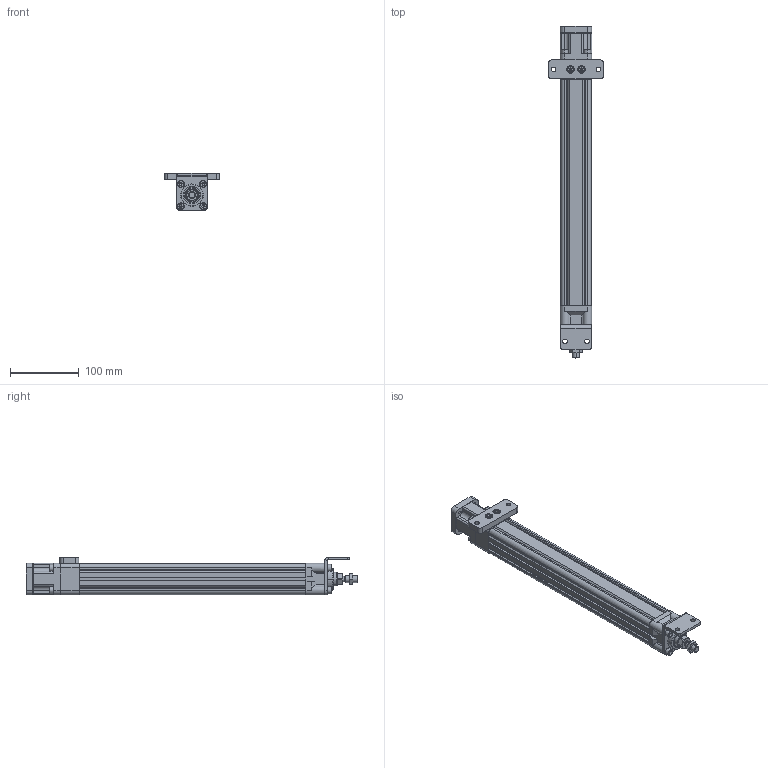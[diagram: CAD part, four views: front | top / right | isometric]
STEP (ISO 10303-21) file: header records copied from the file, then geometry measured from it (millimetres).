
FILE_DESCRIPTION (( 'STEP AP214' ), '1' );
FILE_NAME ('HBAC46-RB35D4T2H250A.STEP', '2024-01-31T09:36:22', ( '' ), ( '' ), 'SwSTEP 2.0', 'SolidWorks 2023', '' );
FILE_SCHEMA (( 'AUTOMOTIVE_DESIGN' ));
Length unit declared in the file: millimetre
Products named in the file (34): 322906-250; 32-250; 32__________-250; HBAC46-RB35D4T2H250A (insides); socket head cap screw_iso_ISO 4762 M4 x 20 - 20N_2; ZL-32-250; LYCA__________[LYCA-2030]5-5-250_LYCA-2030; socket head cap screw_iso_ISO 4762 M5 x 10 - 10N; AOE-32-1-4-250; 202420-250; M6-22________-250; HBAC46-RB35D4T2H250A (bracket); hex thin nuts-grades ab-chamfered gb_GB_FASTENER_NUT_STNAB M10-S; ____SFK00802-250; socket head cap screw_iso_ISO 4762 M3 x 10 - 10N_1; ____SFK0802-B-250; 32____-250; ZL-32-1-____-250; 2014-250; AOE32-01-01-250; AOE-32-1-2-250; socket head cap screw_iso_ISO 4762 M6 x 16 - 16N_3; socket head cap screw_iso_ISO 4762 M3 x 6 - 6N_3; socket head cap screw_iso_ISO 4762 M6 x 20 - 20S; 080725-250; 322105-250; 2014-F-250; socket head cap screw_iso_ISO 4762 M6 x 25 - 25S; HBAC46-RB35D4T2H250A; countersunk flat head cross recess screw_iso_ISO 7046-1 - M2.5 x 6 - Z - 6N_3; HBAC46-RB35D4T2H250A (actuator); socket head cap screw_iso_ISO 4762 M6 x 25 - 25N; AOE-32-1-3-250; CS1-S____________[HCS1-S]-250_HCS1-S
Assembly tree (59 placements, depth 4):
  HBAC46-RB35D4T2H250A
    HBAC46-RB35D4T2H250A (actuator)
      HBAC46-RB35D4T2H250A (insides)
        ____SFK0802-B-250
        ____SFK00802-250
      AOE32-01-01-250
      AOE-32-1-2-250
      202420-250
      AOE-32-1-3-250
      AOE-32-1-4-250
      hex thin nuts-grades ab-chamfered gb_GB_FASTENER_NUT_STNAB M10-S
      2014-250
      2014-F-250
      M6-22________-250  x8
      32____-250
      322906-250  x2
      080725-250  x2
      socket head cap screw_iso_ISO 4762 M3 x 10 - 10N_1  x4
      322105-250
      socket head cap screw_iso_ISO 4762 M3 x 6 - 6N_3  x4
      CS1-S____________[HCS1-S]-250_HCS1-S  x3
    LYCA__________[LYCA-2030]5-5-250_LYCA-2030
    ZL-32-250
    ZL-32-1-____-250
    socket head cap screw_iso_ISO 4762 M6 x 25 - 25S
    socket head cap screw_iso_ISO 4762 M6 x 20 - 20S  x2
    socket head cap screw_iso_ISO 4762 M6 x 25 - 25N
    socket head cap screw_iso_ISO 4762 M4 x 20 - 20N_2  x4
    32__________-250
    countersunk flat head cross recess screw_iso_ISO 7046-1 - M2.5 x 6 - Z - 6N_3  x2
    HBAC46-RB35D4T2H250A (bracket)
    socket head cap screw_iso_ISO 4762 M6 x 16 - 16N_3  x4
    32-250
    socket head cap screw_iso_ISO 4762 M5 x 10 - 10N  x2
Bounding box: 80 x 482 x 55 mm (x, y, z)
Volume: 627551.6 mm3; surface area: 301511.2 mm2
Topology: 63 solids, 63 shells, 2603 faces, 6116 edges, 3668 vertices
Faces by surface type: plane 856, cylinder 837, cone 540, torus 288, sphere 70, bspline 12
Entity records: 61401 total; most frequent: CARTESIAN_POINT 11591, DIRECTION 10133, ORIENTED_EDGE 8550, EDGE_CURVE 4275, AXIS2_PLACEMENT_3D 4137, VERTEX_POINT 2606, CIRCLE 2265, EDGE_LOOP 2035
